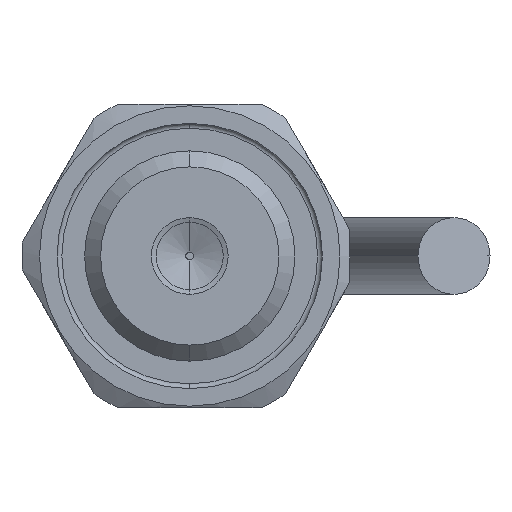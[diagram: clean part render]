
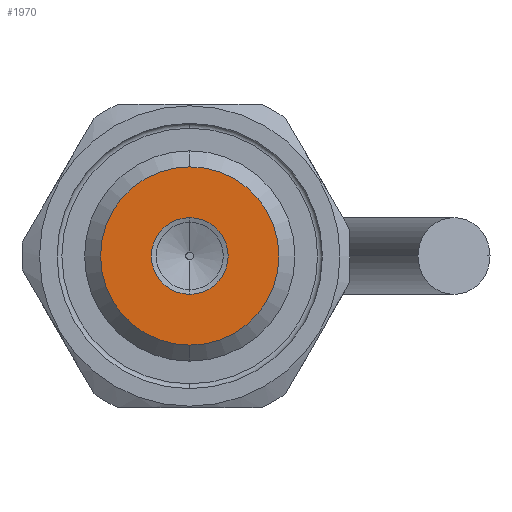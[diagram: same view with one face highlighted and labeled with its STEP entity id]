
A CAD part, front view. The second image highlights one B-rep face of the part: STEP entity #1970.
In plain terms, the highlighted planar face has unit normal (0, -1, 0).
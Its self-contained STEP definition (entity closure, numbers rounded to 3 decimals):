
#174 = CIRCLE ( 'NONE', #1952, 2.4 ) ;
#554 = CARTESIAN_POINT ( 'NONE',  ( 0., 0., 5.58 ) ) ;
#576 = AXIS2_PLACEMENT_3D ( 'NONE', #3024, #3016, #614 ) ;
#614 = DIRECTION ( 'NONE',  ( 0., 0., -1. ) ) ;
#615 = DIRECTION ( 'NONE',  ( 0., -1., 0. ) ) ;
#627 = DIRECTION ( 'NONE',  ( 0., 0., -1. ) ) ;
#652 = CARTESIAN_POINT ( 'NONE',  ( 0., 0., 0. ) ) ;
#653 = EDGE_CURVE ( 'NONE', #1247, #752, #174, .T. ) ;
#752 = VERTEX_POINT ( 'NONE', #1981 ) ;
#787 = CIRCLE ( 'NONE', #1594, 5.58 ) ;
#850 = EDGE_LOOP ( 'NONE', ( #3099, #1244 ) ) ;
#976 = CARTESIAN_POINT ( 'NONE',  ( 0., 0., -5.58 ) ) ;
#983 = ORIENTED_EDGE ( 'NONE', *, *, #1088, .F. ) ;
#1088 = EDGE_CURVE ( 'NONE', #752, #1247, #2202, .T. ) ;
#1122 = FACE_OUTER_BOUND ( 'NONE', #850, .T. ) ;
#1147 = DIRECTION ( 'NONE',  ( 0., -1., 0. ) ) ;
#1244 = ORIENTED_EDGE ( 'NONE', *, *, #2058, .T. ) ;
#1247 = VERTEX_POINT ( 'NONE', #2892 ) ;
#1300 = DIRECTION ( 'NONE',  ( 0., -1., 0. ) ) ;
#1311 = PLANE ( 'NONE',  #576 ) ;
#1321 = VERTEX_POINT ( 'NONE', #976 ) ;
#1323 = CARTESIAN_POINT ( 'NONE',  ( 0., 0., 0. ) ) ;
#1389 = DIRECTION ( 'NONE',  ( 0., 0., -1. ) ) ;
#1594 = AXIS2_PLACEMENT_3D ( 'NONE', #652, #2356, #2579 ) ;
#1670 = EDGE_CURVE ( 'NONE', #2399, #1321, #2946, .T. ) ;
#1681 = FACE_BOUND ( 'NONE', #2950, .T. ) ;
#1807 = DIRECTION ( 'NONE',  ( 0., 0., -1. ) ) ;
#1846 = CARTESIAN_POINT ( 'NONE',  ( 0., 0., 0. ) ) ;
#1952 = AXIS2_PLACEMENT_3D ( 'NONE', #1323, #1300, #1807 ) ;
#1970 = ADVANCED_FACE ( 'NONE', ( #1122, #1681 ), #1311, .T. ) ;
#1981 = CARTESIAN_POINT ( 'NONE',  ( 0., 0., -2.4 ) ) ;
#2058 = EDGE_CURVE ( 'NONE', #1321, #2399, #787, .T. ) ;
#2100 = CARTESIAN_POINT ( 'NONE',  ( 0., 0., 0. ) ) ;
#2202 = CIRCLE ( 'NONE', #2614, 2.4 ) ;
#2356 = DIRECTION ( 'NONE',  ( 0., -1., 0. ) ) ;
#2399 = VERTEX_POINT ( 'NONE', #554 ) ;
#2436 = AXIS2_PLACEMENT_3D ( 'NONE', #2100, #1147, #1389 ) ;
#2579 = DIRECTION ( 'NONE',  ( 0., 0., -1. ) ) ;
#2614 = AXIS2_PLACEMENT_3D ( 'NONE', #1846, #615, #627 ) ;
#2783 = ORIENTED_EDGE ( 'NONE', *, *, #653, .F. ) ;
#2892 = CARTESIAN_POINT ( 'NONE',  ( 0., 0., 2.4 ) ) ;
#2946 = CIRCLE ( 'NONE', #2436, 5.58 ) ;
#2950 = EDGE_LOOP ( 'NONE', ( #983, #2783 ) ) ;
#3016 = DIRECTION ( 'NONE',  ( 0., -1., 0. ) ) ;
#3024 = CARTESIAN_POINT ( 'NONE',  ( 5.58, 0., 0. ) ) ;
#3099 = ORIENTED_EDGE ( 'NONE', *, *, #1670, .T. ) ;
